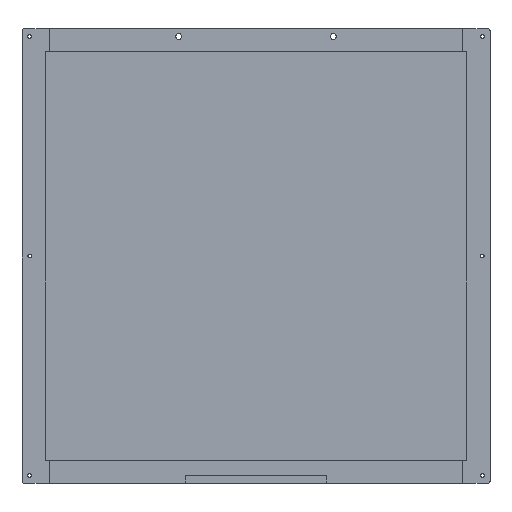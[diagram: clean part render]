
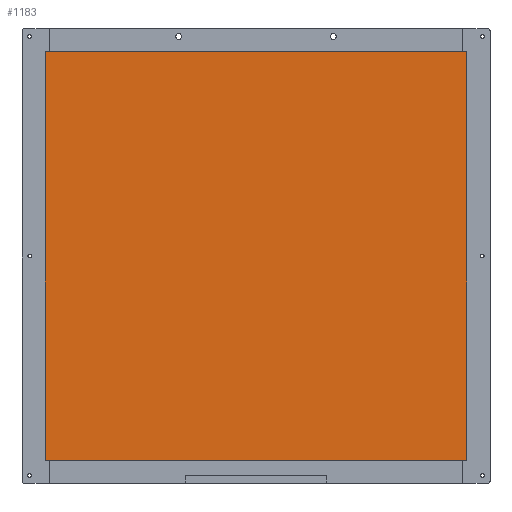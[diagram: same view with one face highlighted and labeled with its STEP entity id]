
A CAD part, top view. The second image highlights one B-rep face of the part: STEP entity #1183.
In plain terms, the highlighted planar face has unit normal (0, 0, 1).
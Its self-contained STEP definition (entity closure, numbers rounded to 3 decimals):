
#37 = EDGE_CURVE ( 'NONE', #632, #1071, #480, .T. ) ;
#98 = DIRECTION ( 'NONE',  ( 0., -1., 0. ) ) ;
#195 = CARTESIAN_POINT ( 'NONE',  ( 545., 527.5, 7.6 ) ) ;
#206 = EDGE_CURVE ( 'NONE', #415, #632, #312, .T. ) ;
#248 = PLANE ( 'NONE',  #1193 ) ;
#257 = CARTESIAN_POINT ( 'NONE',  ( 0., 0., 7.6 ) ) ;
#285 = CARTESIAN_POINT ( 'NONE',  ( 545., 527.5, 7.6 ) ) ;
#286 = EDGE_CURVE ( 'NONE', #1071, #1380, #1329, .T. ) ;
#312 = LINE ( 'NONE', #604, #1207 ) ;
#316 = ORIENTED_EDGE ( 'NONE', *, *, #37, .T. ) ;
#415 = VERTEX_POINT ( 'NONE', #1334 ) ;
#480 = LINE ( 'NONE', #1213, #968 ) ;
#484 = EDGE_LOOP ( 'NONE', ( #956, #894, #316, #565 ) ) ;
#516 = DIRECTION ( 'NONE',  ( -1., 0., 0. ) ) ;
#565 = ORIENTED_EDGE ( 'NONE', *, *, #286, .T. ) ;
#567 = DIRECTION ( 'NONE',  ( 1., 0., 0. ) ) ;
#604 = CARTESIAN_POINT ( 'NONE',  ( -545., 527.5, 7.6 ) ) ;
#632 = VERTEX_POINT ( 'NONE', #1108 ) ;
#659 = VECTOR ( 'NONE', #516, 1000. ) ;
#752 = CARTESIAN_POINT ( 'NONE',  ( 545., -527.5, 7.6 ) ) ;
#779 = EDGE_CURVE ( 'NONE', #1380, #415, #852, .T. ) ;
#813 = VECTOR ( 'NONE', #1082, 1000. ) ;
#852 = LINE ( 'NONE', #285, #659 ) ;
#894 = ORIENTED_EDGE ( 'NONE', *, *, #206, .T. ) ;
#930 = FACE_OUTER_BOUND ( 'NONE', #484, .T. ) ;
#956 = ORIENTED_EDGE ( 'NONE', *, *, #779, .T. ) ;
#968 = VECTOR ( 'NONE', #567, 1000. ) ;
#999 = DIRECTION ( 'NONE',  ( 1., 0., 0. ) ) ;
#1011 = DIRECTION ( 'NONE',  ( 0., 0., 1. ) ) ;
#1071 = VERTEX_POINT ( 'NONE', #752 ) ;
#1082 = DIRECTION ( 'NONE',  ( 0., 1., 0. ) ) ;
#1108 = CARTESIAN_POINT ( 'NONE',  ( -545., -527.5, 7.6 ) ) ;
#1179 = CARTESIAN_POINT ( 'NONE',  ( 545., -527.5, 7.6 ) ) ;
#1183 = ADVANCED_FACE ( 'NONE', ( #930 ), #248, .T. ) ;
#1193 = AXIS2_PLACEMENT_3D ( 'NONE', #257, #1011, #999 ) ;
#1207 = VECTOR ( 'NONE', #98, 1000. ) ;
#1213 = CARTESIAN_POINT ( 'NONE',  ( -545., -527.5, 7.6 ) ) ;
#1329 = LINE ( 'NONE', #1179, #813 ) ;
#1334 = CARTESIAN_POINT ( 'NONE',  ( -545., 527.5, 7.6 ) ) ;
#1380 = VERTEX_POINT ( 'NONE', #195 ) ;
